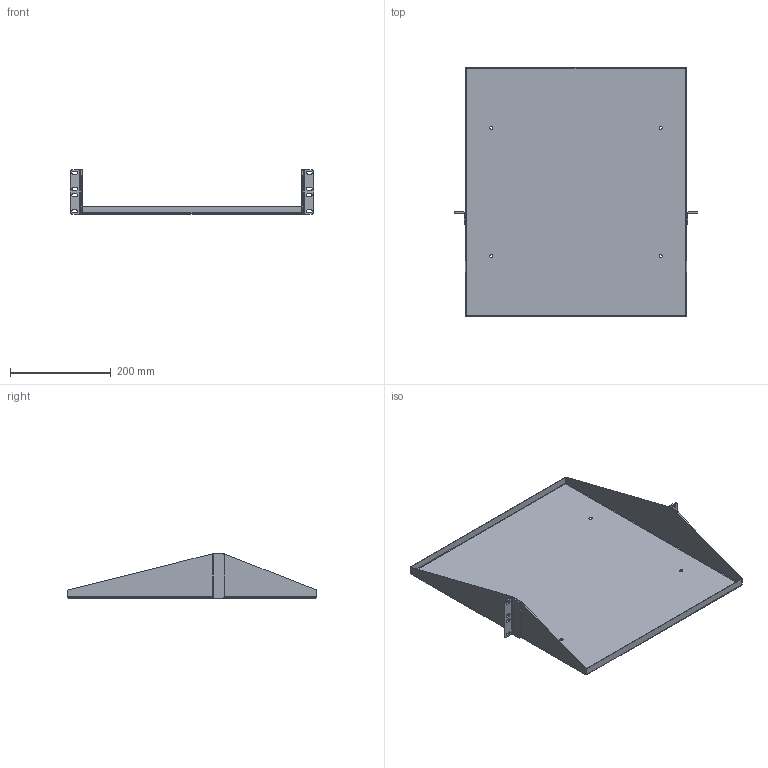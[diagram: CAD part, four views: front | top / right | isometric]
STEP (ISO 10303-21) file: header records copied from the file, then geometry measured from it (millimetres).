
FILE_DESCRIPTION (( 'STEP AP203' ), '1' );
FILE_NAME ('DNDMS19BK1.step', '2020-11-12T15:09:27', ( 'ADC123' ), ( 'Microsoft' ), 'SwSTEP 2.0', 'SolidWorks 2019', '' );
FILE_SCHEMA (( 'CONFIG_CONTROL_DESIGN' ));
Length unit declared in the file: inch
Products named in the file (1): DNDMS19BK1
Bounding box: 482.6 x 495.3 x 87.3 mm (x, y, z)
Volume: 421897.3 mm3; surface area: 578083 mm2
Topology: 3 solids, 3 shells, 114 faces, 292 edges, 184 vertices
Faces by surface type: plane 58, cylinder 48, bspline 8
Full cylindrical faces by diameter (mm): 6.35 x4
Entity records: 4143 total; most frequent: CARTESIAN_POINT 1271, ORIENTED_EDGE 576, DIRECTION 562, EDGE_CURVE 288, VECTOR 188, LINE 188, AXIS2_PLACEMENT_3D 187, VERTEX_POINT 184
